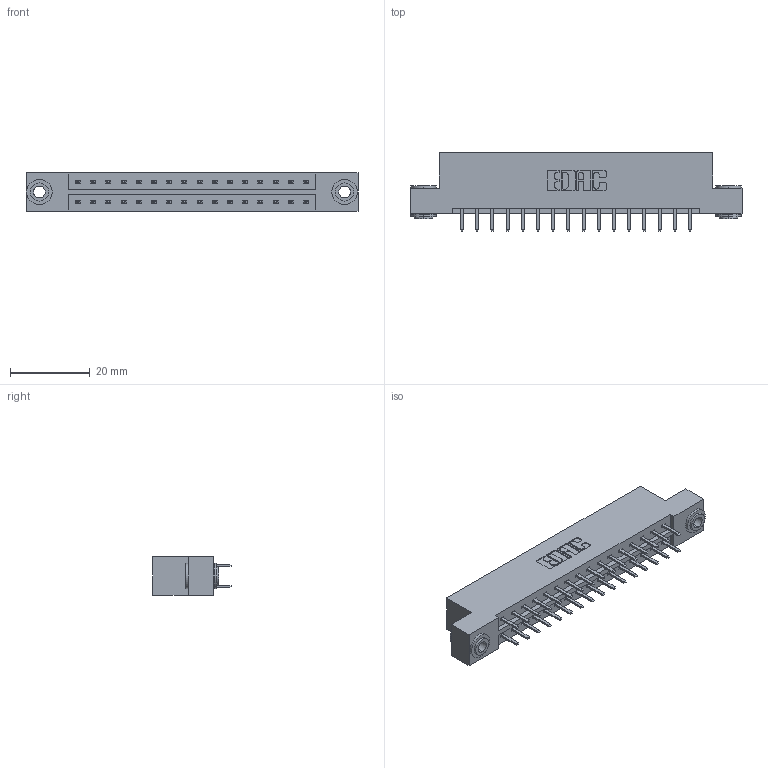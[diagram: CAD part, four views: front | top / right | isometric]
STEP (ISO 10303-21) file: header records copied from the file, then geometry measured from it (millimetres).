
FILE_DESCRIPTION (( 'STEP AP203' ), '1' );
FILE_NAME ('379-032-520-203.STEP', '2020-09-30T16:51:13', ( '' ), ( '' ), 'SwSTEP 2.0', 'SolidWorks 2020', '' );
FILE_SCHEMA (( 'CONFIG_CONTROL_DESIGN' ));
Length unit declared in the file: inch
Products named in the file (4): 379-032-520-203; 345-250-002_345-250-002-102; 345-292-001_345-293-120; 379 Part_Flush - .156 Dia - TH
Assembly tree (35 placements, depth 2):
  379-032-520-203
    379 Part_Flush - .156 Dia - TH
    345-292-001_345-293-120  x32
    345-250-002_345-250-002-102  x2
Bounding box: 83.19 x 19.68 x 9.53 mm (x, y, z)
Volume: 8540.3 mm3; surface area: 9537.5 mm2
Topology: 35 solids, 35 shells, 1944 faces, 5603 edges, 3646 vertices
Faces by surface type: plane 1296, cylinder 640, cone 8
Entity records: 14420 total; most frequent: CARTESIAN_POINT 2409, ORIENTED_EDGE 2326, DIRECTION 2125, EDGE_CURVE 1163, LINE 1007, VECTOR 1007, VERTEX_POINT 770, AXIS2_PLACEMENT_3D 559
